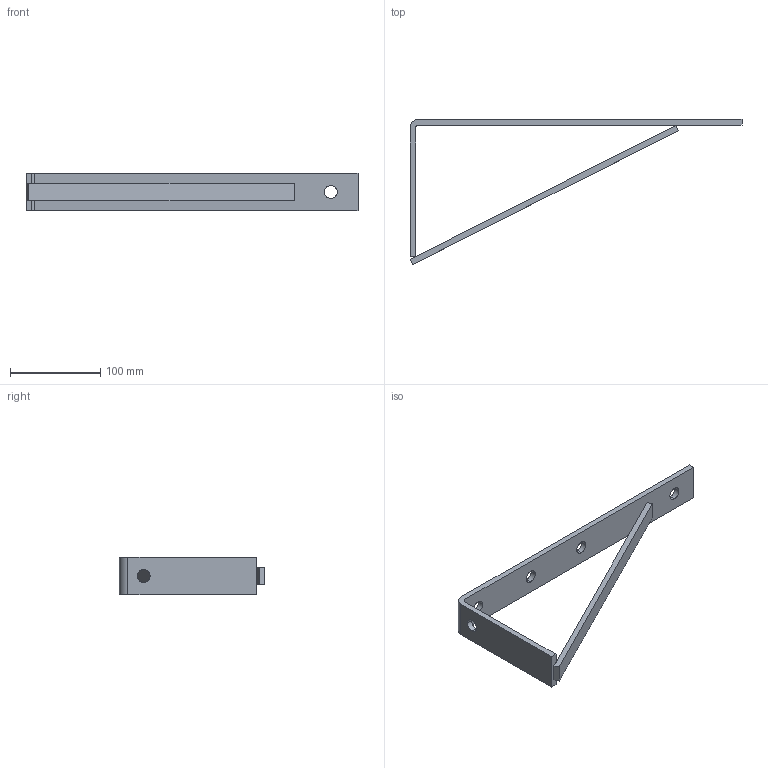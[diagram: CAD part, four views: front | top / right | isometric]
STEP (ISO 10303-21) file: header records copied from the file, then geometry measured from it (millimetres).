
FILE_DESCRIPTION(('TurboCAD Mac Pro'),'Build 980');
FILE_NAME('P1775.stp',' ',(''),(''),'ACIS Interop','IMSI','TurboCAD Mac Pro BY IMSI, INCORPORATED');
FILE_SCHEMA(('automotive_design'));
Length unit declared in the file: inch
Products named in the file (1): 1
Bounding box: 368.3 x 161.19 x 41.27 mm (x, y, z)
Volume: 168945.7 mm3; surface area: 66086.5 mm2
Topology: 1 solids, 1 shells, 37 faces, 105 edges, 70 vertices
Faces by surface type: bspline 22, plane 15
Entity records: 1651 total; most frequent: CARTESIAN_POINT 499, ORIENTED_EDGE 210, EDGE_CURVE 105, DIRECTION 93, VERTEX_POINT 70, LINE 61, VECTOR 61, EDGE_LOOP 47
